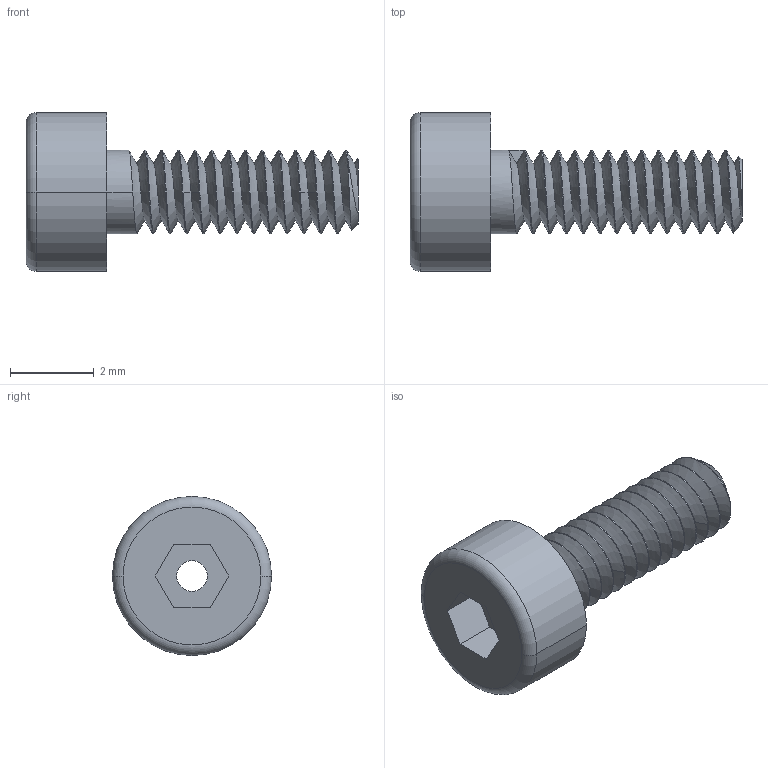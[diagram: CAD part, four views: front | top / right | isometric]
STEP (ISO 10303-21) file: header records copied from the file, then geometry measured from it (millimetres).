
FILE_DESCRIPTION((''),'2;1');
FILE_NAME('MC-204','2020-10-14T',('SYSTEM'),(''),'PRO/ENGINEER BY PARAMETRIC TECHNOLOGY CORPORATION, 2016360','PRO/ENGINEER BY PARAMETRIC TECHNOLOGY CORPORATION, 2016360','');
FILE_SCHEMA(('AUTOMOTIVE_DESIGN { 1 0 10303 214 1 1 1 1 }'));
Length unit declared in the file: millimetre
Products named in the file (1): MC-204
Bounding box: 7.93 x 3.8 x 3.8 mm (x, y, z)
Volume: 30.8 mm3; surface area: 122.7 mm2
Topology: 1 solids, 1 shells, 52 faces, 131 edges, 83 vertices
Faces by surface type: cylinder 30, plane 11, bspline 8, torus 2, cone 1
Entity records: 4224 total; most frequent: CARTESIAN_POINT 2932, ORIENTED_EDGE 262, DIRECTION 177, EDGE_CURVE 131, COLOUR_RGB 110, VERTEX_POINT 83, AXIS2_PLACEMENT_3D 60, B_SPLINE_CURVE_WITH_KNOTS 58
